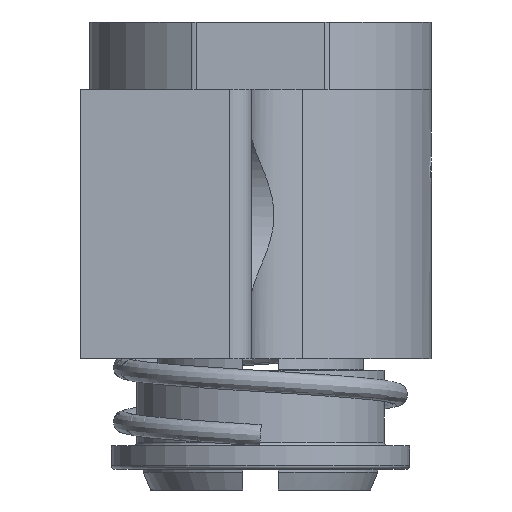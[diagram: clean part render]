
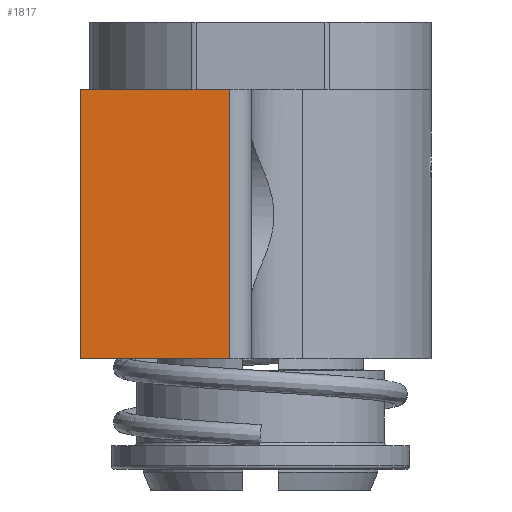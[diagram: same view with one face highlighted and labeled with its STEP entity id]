
A CAD part, left-side view. The second image highlights one B-rep face of the part: STEP entity #1817.
In plain terms, the highlighted planar face has unit normal (-1, 0, 0).
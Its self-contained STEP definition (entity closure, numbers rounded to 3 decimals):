
#728 = CARTESIAN_POINT ( 'NONE',  ( -28.575, 12.7, 19.05 ) ) ;
#1014 = LINE ( 'NONE', #728, #6877 ) ;
#1281 = CARTESIAN_POINT ( 'NONE',  ( -28.575, 2.223, 0. ) ) ;
#1375 = EDGE_CURVE ( 'NONE', #2365, #5598, #3073, .T. ) ;
#1510 = CARTESIAN_POINT ( 'NONE',  ( -28.575, 12.7, 19.05 ) ) ;
#1531 = VECTOR ( 'NONE', #7283, 1000. ) ;
#1613 = EDGE_CURVE ( 'NONE', #5084, #5598, #7001, .T. ) ;
#1787 = CARTESIAN_POINT ( 'NONE',  ( -28.575, 12.7, 0. ) ) ;
#1817 = ADVANCED_FACE ( 'NONE', ( #6289 ), #5151, .F. ) ;
#1828 = VERTEX_POINT ( 'NONE', #6335 ) ;
#1956 = DIRECTION ( 'NONE',  ( 0., 0., -1. ) ) ;
#2229 = DIRECTION ( 'NONE',  ( 0., 1., 0. ) ) ;
#2365 = VERTEX_POINT ( 'NONE', #1281 ) ;
#2683 = DIRECTION ( 'NONE',  ( 0., -1., 0. ) ) ;
#2913 = ORIENTED_EDGE ( 'NONE', *, *, #1613, .F. ) ;
#2975 = DIRECTION ( 'NONE',  ( 0., -1., 0. ) ) ;
#3055 = CARTESIAN_POINT ( 'NONE',  ( -28.575, 12.7, 19.05 ) ) ;
#3073 = LINE ( 'NONE', #7115, #1531 ) ;
#3385 = CARTESIAN_POINT ( 'NONE',  ( -28.575, 12.7, 19.05 ) ) ;
#3440 = ORIENTED_EDGE ( 'NONE', *, *, #6019, .T. ) ;
#3474 = CARTESIAN_POINT ( 'NONE',  ( -28.575, 2.223, 19.05 ) ) ;
#4460 = ORIENTED_EDGE ( 'NONE', *, *, #1375, .T. ) ;
#4888 = EDGE_CURVE ( 'NONE', #5084, #1828, #1014, .T. ) ;
#5084 = VERTEX_POINT ( 'NONE', #3055 ) ;
#5151 = PLANE ( 'NONE',  #6795 ) ;
#5452 = VECTOR ( 'NONE', #2683, 1000. ) ;
#5598 = VERTEX_POINT ( 'NONE', #3474 ) ;
#5740 = DIRECTION ( 'NONE',  ( 1., 0., 0. ) ) ;
#6017 = ORIENTED_EDGE ( 'NONE', *, *, #4888, .T. ) ;
#6019 = EDGE_CURVE ( 'NONE', #1828, #2365, #6587, .T. ) ;
#6206 = EDGE_LOOP ( 'NONE', ( #3440, #4460, #2913, #6017 ) ) ;
#6289 = FACE_OUTER_BOUND ( 'NONE', #6206, .T. ) ;
#6335 = CARTESIAN_POINT ( 'NONE',  ( -28.575, 12.7, 0. ) ) ;
#6587 = LINE ( 'NONE', #1787, #7138 ) ;
#6795 = AXIS2_PLACEMENT_3D ( 'NONE', #3385, #5740, #2229 ) ;
#6877 = VECTOR ( 'NONE', #1956, 1000. ) ;
#7001 = LINE ( 'NONE', #1510, #5452 ) ;
#7115 = CARTESIAN_POINT ( 'NONE',  ( -28.575, 2.223, 19.05 ) ) ;
#7138 = VECTOR ( 'NONE', #2975, 1000. ) ;
#7283 = DIRECTION ( 'NONE',  ( 0., 0., 1. ) ) ;
